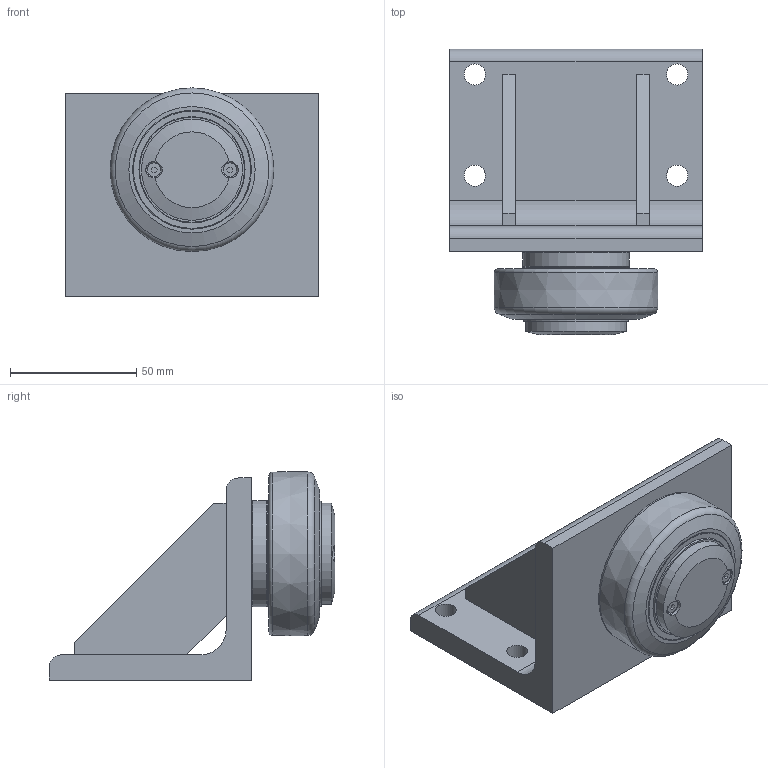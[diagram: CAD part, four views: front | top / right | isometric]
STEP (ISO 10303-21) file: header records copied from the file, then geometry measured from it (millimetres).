
FILE_DESCRIPTION(/* description */ ('-','CAx-IF Rec.Pracs.---Representation and Presentation of Product Manufacturing Information (PMI)---4.0---2014-10-13'),/* implementation_level */ '2;1');
FILE_NAME(/* name */ '5bcbac73-61eb-4506-b51c-8d61f76b9ad5.stp',/* time_stamp */ '2020-04-01T16:13:19+02:00',/* author */ ('-'),/* organization */ ('NTI CADcenter A/S'),/* preprocessor_version */ 'ST-DEVELOPER v18',/* originating_system */ 'Autodesk Inventor 2020',/* authorisation */ '-');
FILE_SCHEMA (('AP242_MANAGED_MODEL_BASED_3D_ENGINEERING_MIM_LF { 1 0 10303 442 1 1 4 }'));
Length unit declared in the file: millimetre
Products named in the file (1): PT 060.0362 BW1200_Kontur
Bounding box: 100 x 113 x 82.4 mm (x, y, z)
Volume: 248623.3 mm3; surface area: 52443.3 mm2
Topology: 1 solids, 1 shells, 77 faces, 210 edges, 147 vertices
Faces by surface type: plane 46, cylinder 19, cone 7, torus 4, bspline 1
Full cylindrical faces by diameter (mm): 5.35 x2, 6.5 x2, 8.376 x4, 40 x1, 41.5 x1, 42 x2, 42.1 x1, 42.971 x1, 47 x2
Entity records: 2621 total; most frequent: CARTESIAN_POINT 501, DIRECTION 450, ORIENTED_EDGE 420, EDGE_CURVE 210, AXIS2_PLACEMENT_3D 167, VERTEX_POINT 147, LINE 116, VECTOR 116
